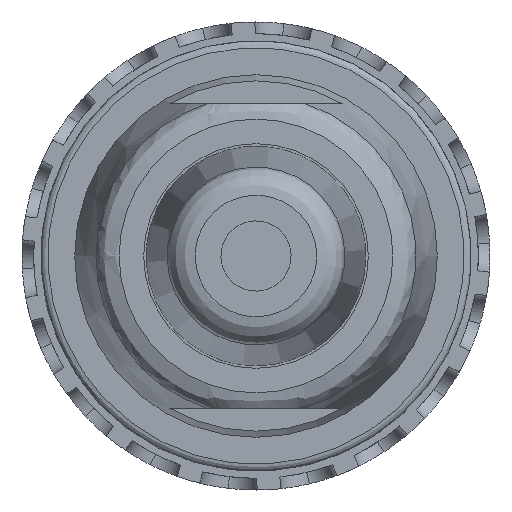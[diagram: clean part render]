
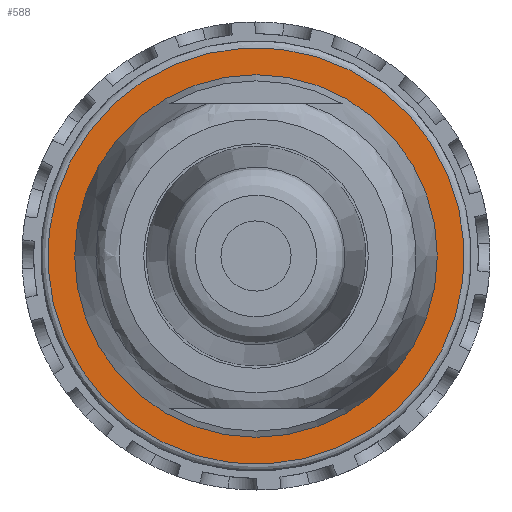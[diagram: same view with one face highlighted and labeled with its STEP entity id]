
A CAD part, front view. The second image highlights one B-rep face of the part: STEP entity #588.
In plain terms, the highlighted planar face has unit normal (0, -1, 0).
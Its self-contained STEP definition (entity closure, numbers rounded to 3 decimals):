
#588=ADVANCED_FACE('',(#802,#803),#739,.T.);
#739=PLANE('',#3730);
#802=FACE_BOUND('',#941,.T.);
#803=FACE_BOUND('',#942,.T.);
#941=EDGE_LOOP('',(#1658));
#942=EDGE_LOOP('',(#1659));
#1115=CIRCLE('',#3727,8.9);
#1117=CIRCLE('',#3729,7.75);
#1658=ORIENTED_EDGE('',*,*,#2816,.F.);
#1659=ORIENTED_EDGE('',*,*,#2814,.F.);
#2399=VERTEX_POINT('',#6204);
#2401=VERTEX_POINT('',#6229);
#2814=EDGE_CURVE('',#2399,#2399,#1115,.T.);
#2816=EDGE_CURVE('',#2401,#2401,#1117,.T.);
#3727=AXIS2_PLACEMENT_3D('',#6203,#4325,#4326);
#3729=AXIS2_PLACEMENT_3D('',#6228,#4329,#4330);
#3730=AXIS2_PLACEMENT_3D('',#6230,#4331,#4332);
#4325=DIRECTION('',(0.,1.,0.));
#4326=DIRECTION('',(-0.837,0.,-0.547));
#4329=DIRECTION('',(0.,-1.,0.));
#4330=DIRECTION('',(0.,0.,-1.));
#4331=DIRECTION('',(0.,-1.,0.));
#4332=DIRECTION('',(-0.547,0.,0.837));
#6203=CARTESIAN_POINT('',(21.985,-36.165,0.));
#6204=CARTESIAN_POINT('',(14.534,-36.165,-4.868));
#6228=CARTESIAN_POINT('',(21.985,-36.165,0.));
#6229=CARTESIAN_POINT('',(21.985,-36.165,-7.75));
#6230=CARTESIAN_POINT('',(35.535,-36.165,-2.841));
